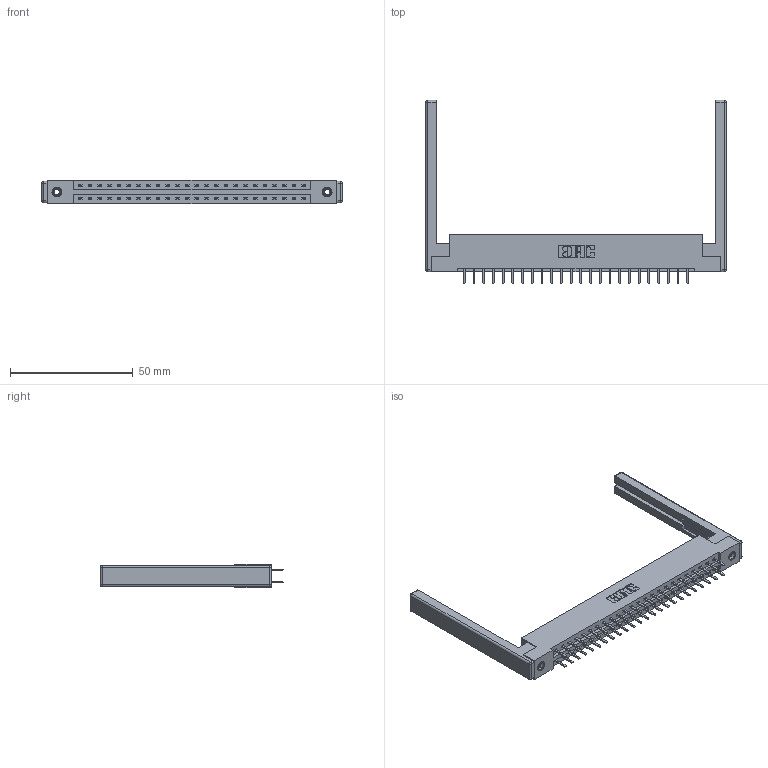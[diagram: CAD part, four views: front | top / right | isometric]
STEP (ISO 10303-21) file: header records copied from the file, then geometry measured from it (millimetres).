
FILE_DESCRIPTION (( 'STEP AP203' ), '1' );
FILE_NAME ('387-048-520-268.STEP', '2019-10-18T08:58:47', ( '' ), ( '' ), 'SwSTEP 2.0', 'SolidWorks 2016', '' );
FILE_SCHEMA (( 'CONFIG_CONTROL_DESIGN' ));
Length unit declared in the file: inch
Products named in the file (5): 387-048-520-268; 337 Part_Flush Mounting Lugs - 0.156 Dia-TI; 345-292-001_345-293-120; 345-250-001_345-250-001-102; 307-220-068
Assembly tree (53 placements, depth 2):
  387-048-520-268
    337 Part_Flush Mounting Lugs - 0.156 Dia-TI
    345-292-001_345-293-120  x48
    345-250-001_345-250-001-102  x2
    307-220-068  x2
Bounding box: 122.53 x 74.76 x 9.4 mm (x, y, z)
Volume: 17037.2 mm3; surface area: 18102.9 mm2
Topology: 53 solids, 53 shells, 3052 faces, 8813 edges, 5726 vertices
Faces by surface type: plane 2078, cylinder 950, cone 12, sphere 8, torus 4
Entity records: 23810 total; most frequent: CARTESIAN_POINT 4003, ORIENTED_EDGE 3916, DIRECTION 3496, EDGE_CURVE 1958, VECTOR 1776, LINE 1776, VERTEX_POINT 1294, AXIS2_PLACEMENT_3D 860
